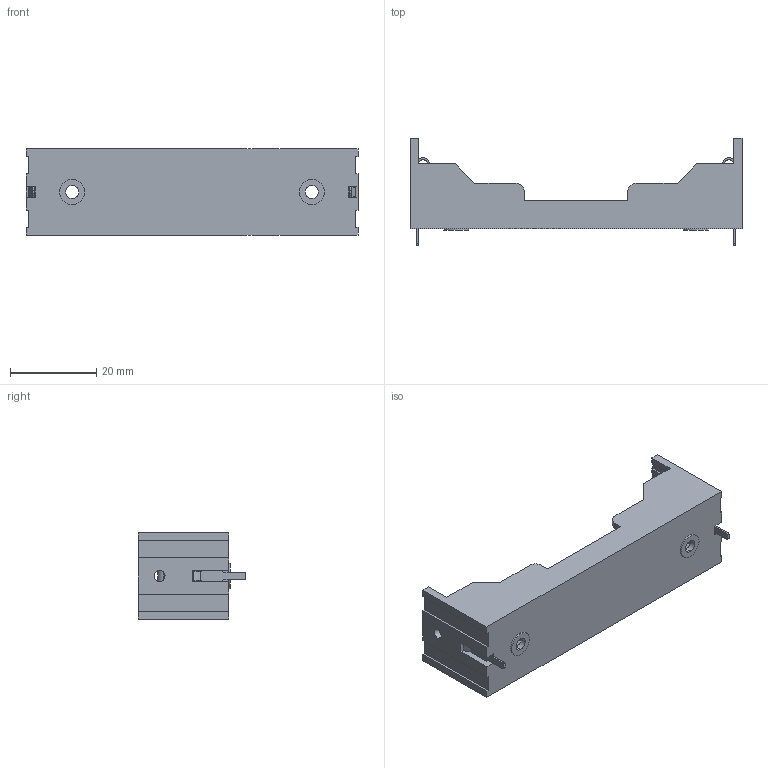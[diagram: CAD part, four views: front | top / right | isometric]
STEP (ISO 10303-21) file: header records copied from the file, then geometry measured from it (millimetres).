
FILE_DESCRIPTION (( 'STEP AP214' ), '1' );
FILE_NAME ('Porta_18650.STEP', '2024-08-14T15:52:51', ( '' ), ( '' ), 'SwSTEP 2.0', 'SolidWorks 2022', '' );
FILE_SCHEMA (( 'AUTOMOTIVE_DESIGN' ));
Length unit declared in the file: millimetre
Products named in the file (1): Porta_18650
Bounding box: 77 x 25 x 20 mm (x, y, z)
Volume: 7508.9 mm3; surface area: 8156.8 mm2
Topology: 3 solids, 3 shells, 242 faces, 692 edges, 460 vertices
Faces by surface type: plane 176, cylinder 66
Entity records: 8480 total; most frequent: CARTESIAN_POINT 1463, ORIENTED_EDGE 1384, DIRECTION 1314, EDGE_CURVE 692, LINE 532, VECTOR 532, VERTEX_POINT 460, AXIS2_PLACEMENT_3D 391
